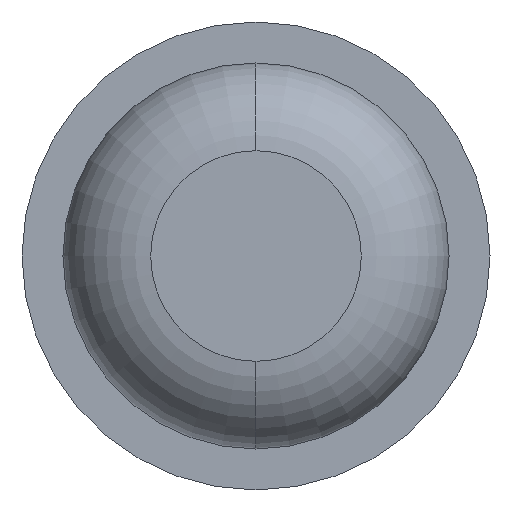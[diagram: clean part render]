
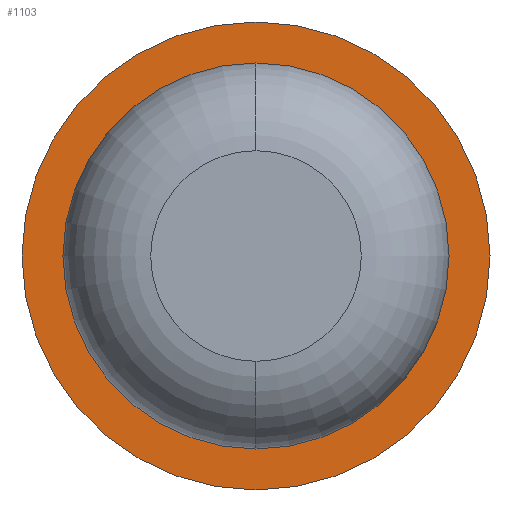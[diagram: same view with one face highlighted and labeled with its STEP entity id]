
A CAD part, front view. The second image highlights one B-rep face of the part: STEP entity #1103.
In plain terms, the highlighted planar face has unit normal (0, -1, 0).
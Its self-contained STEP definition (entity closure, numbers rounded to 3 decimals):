
#88 = CARTESIAN_POINT ( 'NONE',  ( 0., -9., 0.825 ) ) ;
#131 = VERTEX_POINT ( 'NONE', #3358 ) ;
#140 = AXIS2_PLACEMENT_3D ( 'NONE', #3067, #1126, #3377 ) ;
#433 = VERTEX_POINT ( 'NONE', #88 ) ;
#540 = EDGE_CURVE ( 'Defeature ausgef�hrt1_5+Defeature ausgef�hrt1_4+Defeature ausgef�hrt1_4+Defeature ausgef�hrt1_4', #131, #3023, #2544, .T. ) ;
#873 = CARTESIAN_POINT ( 'NONE',  ( 0., -9., 0. ) ) ;
#924 = CARTESIAN_POINT ( 'NONE',  ( 0., -9., -0.825 ) ) ;
#1103 = ADVANCED_FACE ( 'Defeature ausgef�hrt1_4', ( #1527, #1211 ), #1954, .F. ) ;
#1126 = DIRECTION ( 'NONE',  ( 0., 1., 0. ) ) ;
#1206 = AXIS2_PLACEMENT_3D ( 'NONE', #4129, #2485, #2822 ) ;
#1211 = FACE_BOUND ( 'NONE', #3773, .T. ) ;
#1231 = AXIS2_PLACEMENT_3D ( 'NONE', #1386, #3319, #3660 ) ;
#1315 = CARTESIAN_POINT ( 'NONE',  ( 0.825, -9., 0. ) ) ;
#1370 = ORIENTED_EDGE ( 'NONE', *, *, #540, .F. ) ;
#1386 = CARTESIAN_POINT ( 'NONE',  ( 0., -9., 0. ) ) ;
#1431 = AXIS2_PLACEMENT_3D ( 'NONE', #873, #3772, #1532 ) ;
#1527 = FACE_OUTER_BOUND ( 'NONE', #3587, .T. ) ;
#1532 = DIRECTION ( 'NONE',  ( -1., 0., 0. ) ) ;
#1628 = AXIS2_PLACEMENT_3D ( 'NONE', #1315, #2922, #2577 ) ;
#1670 = CARTESIAN_POINT ( 'NONE',  ( 1., -9., 0. ) ) ;
#1872 = EDGE_CURVE ( 'Defeature ausgef�hrt1_4+Defeature ausgef�hrt1_0+Defeature ausgef�hrt1_0+Defeature ausgef�hrt1_0', #2790, #433, #2712, .T. ) ;
#1954 = PLANE ( 'NONE',  #1628 ) ;
#2466 = ORIENTED_EDGE ( 'NONE', *, *, #3585, .F. ) ;
#2485 = DIRECTION ( 'NONE',  ( 0., 1., 0. ) ) ;
#2544 = CIRCLE ( 'NONE', #140, 1. ) ;
#2577 = DIRECTION ( 'NONE',  ( -1., 0., 0. ) ) ;
#2712 = CIRCLE ( 'NONE', #1231, 0.825 ) ;
#2790 = VERTEX_POINT ( 'NONE', #924 ) ;
#2822 = DIRECTION ( 'NONE',  ( -1., 0., 0. ) ) ;
#2903 = CIRCLE ( 'NONE', #1431, 1. ) ;
#2920 = ORIENTED_EDGE ( 'NONE', *, *, #3670, .T. ) ;
#2922 = DIRECTION ( 'NONE',  ( 0., 1., 0. ) ) ;
#2954 = CIRCLE ( 'NONE', #1206, 0.825 ) ;
#3023 = VERTEX_POINT ( 'NONE', #1670 ) ;
#3067 = CARTESIAN_POINT ( 'NONE',  ( 0., -9., 0. ) ) ;
#3085 = ORIENTED_EDGE ( 'NONE', *, *, #1872, .T. ) ;
#3319 = DIRECTION ( 'NONE',  ( 0., 1., 0. ) ) ;
#3358 = CARTESIAN_POINT ( 'NONE',  ( -1., -9., 0. ) ) ;
#3377 = DIRECTION ( 'NONE',  ( -1., 0., 0. ) ) ;
#3585 = EDGE_CURVE ( 'Defeature ausgef�hrt1_5+Defeature ausgef�hrt1_4+Defeature ausgef�hrt1_4+Defeature ausgef�hrt1_4', #3023, #131, #2903, .T. ) ;
#3587 = EDGE_LOOP ( 'NONE', ( #1370, #2466 ) ) ;
#3660 = DIRECTION ( 'NONE',  ( -1., 0., 0. ) ) ;
#3670 = EDGE_CURVE ( 'Defeature ausgef�hrt1_4+Defeature ausgef�hrt1_0+Defeature ausgef�hrt1_0+Defeature ausgef�hrt1_0', #433, #2790, #2954, .T. ) ;
#3772 = DIRECTION ( 'NONE',  ( 0., 1., 0. ) ) ;
#3773 = EDGE_LOOP ( 'NONE', ( #2920, #3085 ) ) ;
#4129 = CARTESIAN_POINT ( 'NONE',  ( 0., -9., 0. ) ) ;
